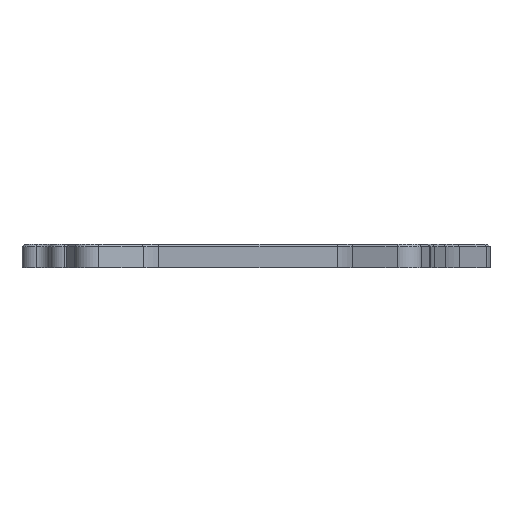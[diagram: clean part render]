
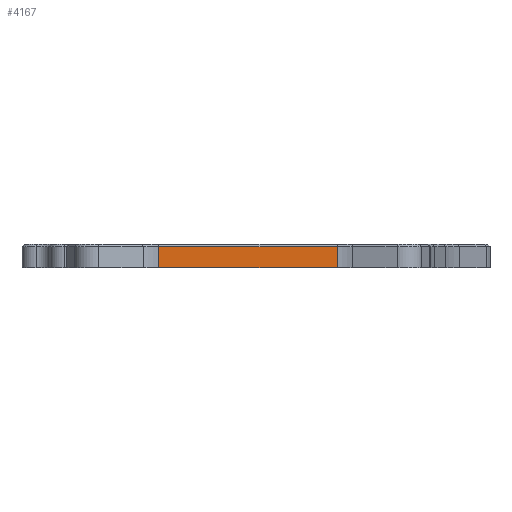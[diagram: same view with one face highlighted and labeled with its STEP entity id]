
A CAD part, left-side view. The second image highlights one B-rep face of the part: STEP entity #4167.
In plain terms, the highlighted planar face has unit normal (-1, 0, 0).
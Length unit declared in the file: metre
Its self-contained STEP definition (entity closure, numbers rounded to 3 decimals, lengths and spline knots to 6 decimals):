
#229=LINE('',#6529,#664);
#252=LINE('',#6611,#687);
#254=LINE('',#6617,#689);
#255=LINE('',#6619,#690);
#664=VECTOR('',#5124,1.);
#687=VECTOR('',#5189,1.);
#689=VECTOR('',#5195,1.);
#690=VECTOR('',#5196,1.);
#1234=ORIENTED_EDGE('',*,*,#2510,.F.);
#1235=ORIENTED_EDGE('',*,*,#2511,.T.);
#1236=ORIENTED_EDGE('',*,*,#2507,.T.);
#1237=ORIENTED_EDGE('',*,*,#2466,.F.);
#2466=EDGE_CURVE('',#3105,#3106,#229,.T.);
#2507=EDGE_CURVE('',#3144,#3106,#252,.T.);
#2510=EDGE_CURVE('',#3146,#3105,#254,.T.);
#2511=EDGE_CURVE('',#3146,#3144,#255,.T.);
#3105=VERTEX_POINT('',#6528);
#3106=VERTEX_POINT('',#6530);
#3144=VERTEX_POINT('',#6612);
#3146=VERTEX_POINT('',#6618);
#3546=EDGE_LOOP('',(#1234,#1235,#1236,#1237));
#3799=FACE_BOUND('',#3546,.T.);
#4045=PLANE('',#4521);
#4167=ADVANCED_FACE('',(#3799),#4045,.T.);
#4521=AXIS2_PLACEMENT_3D('',#6616,#5193,#5194);
#5124=DIRECTION('',(0.,1.,0.));
#5189=DIRECTION('',(0.,0.,-1.));
#5193=DIRECTION('',(-1.,0.,0.));
#5194=DIRECTION('',(0.,0.,1.));
#5195=DIRECTION('',(0.,0.,-1.));
#5196=DIRECTION('',(0.,1.,0.));
#6528=CARTESIAN_POINT('',(-0.059587,-0.016733,0.0044));
#6529=CARTESIAN_POINT('',(-0.059587,0.00227,0.0044));
#6530=CARTESIAN_POINT('',(-0.059587,0.021274,0.0044));
#6611=CARTESIAN_POINT('',(-0.059587,0.021274,0.0094));
#6612=CARTESIAN_POINT('',(-0.059587,0.021274,0.0089));
#6616=CARTESIAN_POINT('',(-0.059587,0.00227,0.0094));
#6617=CARTESIAN_POINT('',(-0.059587,-0.016733,0.0094));
#6618=CARTESIAN_POINT('',(-0.059587,-0.016733,0.0089));
#6619=CARTESIAN_POINT('',(-0.059587,0.00227,0.0089));
